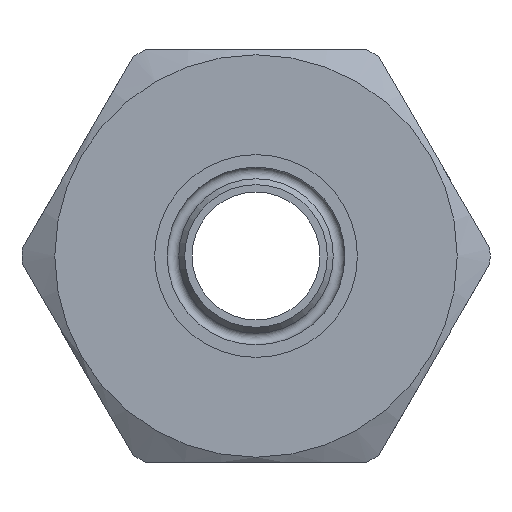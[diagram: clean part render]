
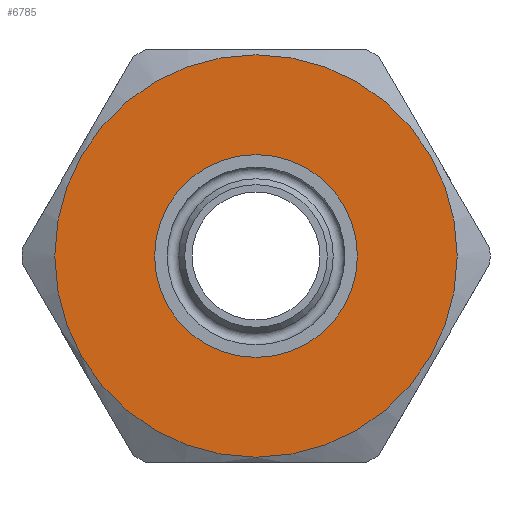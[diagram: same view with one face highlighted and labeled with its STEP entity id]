
A CAD part, left-side view. The second image highlights one B-rep face of the part: STEP entity #6785.
In plain terms, the highlighted planar face has unit normal (-1, 0, 0).
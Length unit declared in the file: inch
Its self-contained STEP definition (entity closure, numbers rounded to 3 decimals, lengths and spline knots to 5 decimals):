
#122=FACE_BOUND('',#1252,.T.);
#455=PLANE('',#7231);
#826=FACE_OUTER_BOUND('',#1251,.T.);
#1251=EDGE_LOOP('',(#6310));
#1252=EDGE_LOOP('',(#6311));
#1754=CIRCLE('',#7229,0.435);
#1755=CIRCLE('',#7232,0.976);
#3340=VERTEX_POINT('',#14465);
#3341=VERTEX_POINT('',#14469);
#4338=EDGE_CURVE('',#3340,#3340,#1754,.T.);
#4339=EDGE_CURVE('',#3341,#3341,#1755,.T.);
#6310=ORIENTED_EDGE('',*,*,#4339,.F.);
#6311=ORIENTED_EDGE('',*,*,#4338,.F.);
#6785=ADVANCED_FACE('',(#826,#122),#455,.T.);
#7229=AXIS2_PLACEMENT_3D('',#14466,#8569,#8570);
#7231=AXIS2_PLACEMENT_3D('',#14468,#8573,#8574);
#7232=AXIS2_PLACEMENT_3D('',#14470,#8575,#8576);
#8569=DIRECTION('center_axis',(-1.,0.,0.));
#8570=DIRECTION('ref_axis',(0.,-1.,0.));
#8573=DIRECTION('center_axis',(-1.,0.,0.));
#8574=DIRECTION('ref_axis',(0.,0.,1.));
#8575=DIRECTION('center_axis',(1.,0.,0.));
#8576=DIRECTION('ref_axis',(0.,1.,0.));
#14465=CARTESIAN_POINT('',(0.68,0.435,0.));
#14466=CARTESIAN_POINT('Origin',(0.68,0.,0.));
#14468=CARTESIAN_POINT('Origin',(0.68,0.6755,0.));
#14469=CARTESIAN_POINT('',(0.68,0.976,0.));
#14470=CARTESIAN_POINT('Origin',(0.68,0.,0.));
